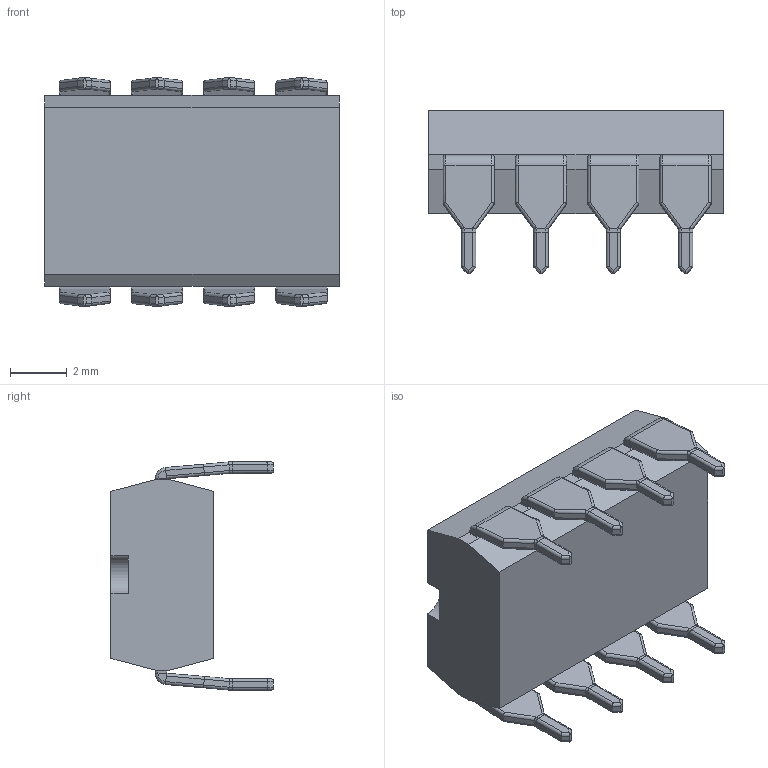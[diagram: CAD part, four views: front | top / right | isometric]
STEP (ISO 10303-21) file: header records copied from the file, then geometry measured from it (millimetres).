
FILE_DESCRIPTION (( 'STEP AP214' ), '1' );
FILE_NAME ('CI 555.STEP', '2018-03-12T13:01:22', ( '' ), ( '' ), 'SwSTEP 2.0', 'SolidWorks 2016', '' );
FILE_SCHEMA (( 'AUTOMOTIVE_DESIGN' ));
Length unit declared in the file: millimetre
Products named in the file (3): Corpo^CI Dip28; Terminais^CI Dip28; CI 555
Assembly tree (2 placements, depth 2):
  CI 555
    Terminais^CI Dip28
    Corpo^CI Dip28
Bounding box: 10.34 x 5.71 x 8.02 mm (x, y, z)
Volume: 253.2 mm3; surface area: 364.5 mm2
Topology: 9 solids, 9 shells, 497 faces, 1176 edges, 704 vertices
Faces by surface type: plane 241, cylinder 169, torus 48, bspline 39
Entity records: 18002 total; most frequent: CARTESIAN_POINT 6125, ORIENTED_EDGE 2352, DIRECTION 2010, EDGE_CURVE 1176, VECTOR 728, LINE 728, VERTEX_POINT 704, AXIS2_PLACEMENT_3D 641
